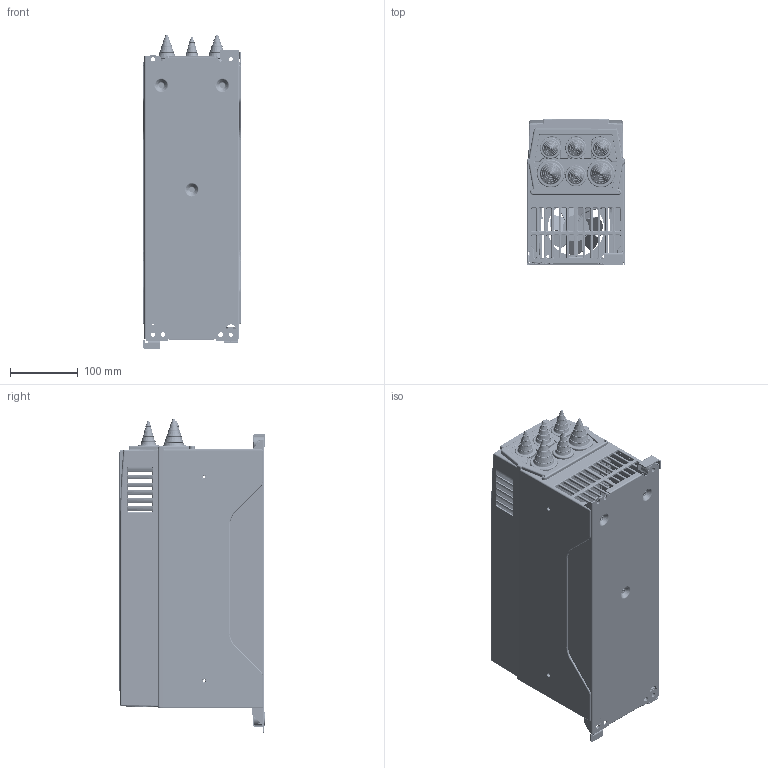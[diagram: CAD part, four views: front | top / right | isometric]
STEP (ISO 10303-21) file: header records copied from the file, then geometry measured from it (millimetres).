
FILE_DESCRIPTION(/* description */ (''),/* implementation_level */ '2;1');
FILE_NAME(/* name */ '70CTC1102497.stp',/* time_stamp */ '2021-01-28T12:29:41+06:00',/* author */ (''),/* organization */ (''),/* preprocessor_version */ 'ST-DEVELOPER v16.7',/* originating_system */ 'SIEMENS PLM Software NX 1892',/* authorisation */ '');
FILE_SCHEMA (('AUTOMOTIVE_DESIGN { 1 0 10303 214 3 1 1 1 }'));
Products named in the file (1): U38234EC513Bmkex
Bounding box: 144.5 x 214.48 x 463.59 mm (x, y, z)
Volume: 979108.3 mm3; surface area: 1151711.3 mm2
Topology: 40 solids, 173 shells, 6396 faces, 16799 edges, 10568 vertices
Faces by surface type: plane 2574, cylinder 1879, bspline 1078, cone 564, torus 143, sphere 137, extrusion 21
Full cylindrical faces by diameter (mm): 1.4 x2, 1.55 x2, 1.791 x1, 2 x43, 2.4 x1, 3 x7, 3.2 x3, 3.3 x2, 3.6 x8, 3.8 x1, 4 x4, 4.2 x7, 4.3 x1, 4.4 x8, 5 x12, 6 x8, 6.6 x1, 7 x2, 7.4 x1, 8 x2, 8.4 x2, 20 x4, 20.2 x4, 22.5 x3, 25.2 x4, 27.9 x2, 28.3 x3, 30.2 x4, 31.2 x4, 32.9 x2
Entity records: 221448 total; most frequent: CARTESIAN_POINT 77557, ORIENTED_EDGE 31163, DIRECTION 25605, EDGE_CURVE 15987, VERTEX_POINT 10427, AXIS2_PLACEMENT_3D 9075, VECTOR 7455, LINE 7434
